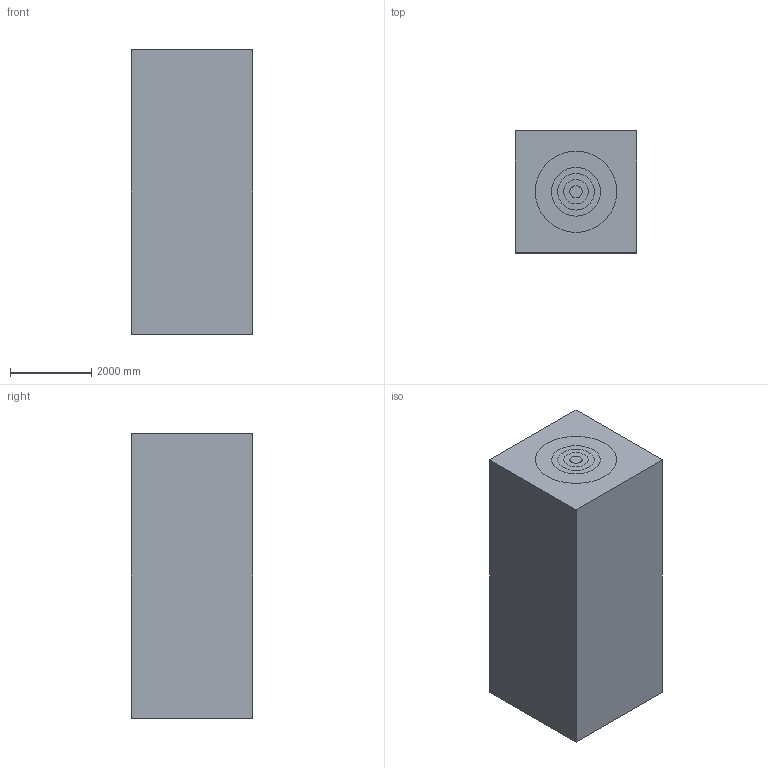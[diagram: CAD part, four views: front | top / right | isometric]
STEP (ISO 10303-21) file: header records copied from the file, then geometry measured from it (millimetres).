
FILE_DESCRIPTION(('STEP AP214'),'1');
FILE_NAME('ITER_port_plug_benchmark.stp','2022-09-23T20:01:58',(' '),(' '),'Spatial InterOp 3D',' ',' ');
FILE_SCHEMA(('AUTOMOTIVE_DESIGN { 1 0 10303 214 1 1 1 1 }'));
Length unit declared in the file: metre
Products named in the file (16): ITER_port_plug_benchmark; Source; Frame; Plug; BackPlate; Void0; Void1; Void2; Void3; Void4; Tally0; Tally1; Tally2; Tally3; Tally4; Domain
Assembly tree (15 placements, depth 2):
  ITER_port_plug_benchmark
    Source
    Frame
    Plug
    BackPlate
    Void0
    Void1
    Void2
    Void3
    Void4
    Tally0
    Tally1
    Tally2
    Tally3
    Tally4
    Domain
Bounding box: 3000 x 3000 x 7000 mm (x, y, z)
Volume: 63000000000 mm3; surface area: 289589523.9 mm2
Topology: 15 solids, 15 shells, 78 faces, 144 edges, 96 vertices
Faces by surface type: cylinder 44, plane 34
Entity records: 2466 total; most frequent: DIRECTION 420, CARTESIAN_POINT 334, ORIENTED_EDGE 288, AXIS2_PLACEMENT_3D 182, EDGE_CURVE 144, VERTEX_POINT 96, EDGE_LOOP 94, CIRCLE 88
